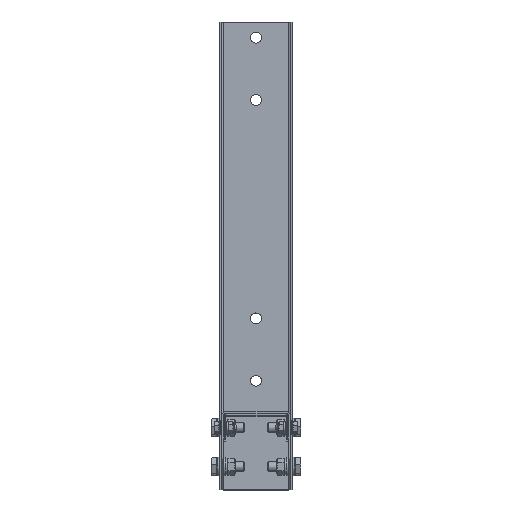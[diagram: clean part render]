
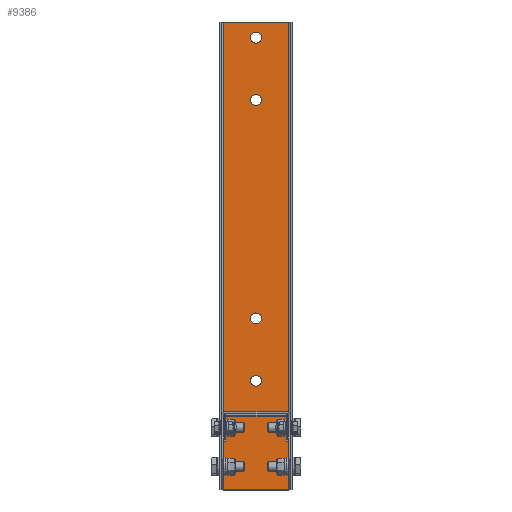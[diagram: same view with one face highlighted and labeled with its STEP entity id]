
A CAD part, top view. The second image highlights one B-rep face of the part: STEP entity #9386.
In plain terms, the highlighted planar face has unit normal (0, 0, 1).
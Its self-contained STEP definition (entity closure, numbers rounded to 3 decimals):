
#126 = DIRECTION ( 'NONE',  ( 0., 0., -1. ) ) ;
#131 = CARTESIAN_POINT ( 'NONE',  ( 7., 500., 2.5 ) ) ;
#241 = PLANE ( 'NONE',  #3265 ) ;
#382 = CIRCLE ( 'NONE', #3117, 7. ) ;
#456 = CARTESIAN_POINT ( 'NONE',  ( 0., 140., 2.5 ) ) ;
#720 = AXIS2_PLACEMENT_3D ( 'NONE', #2156, #5417, #4562 ) ;
#830 = CARTESIAN_POINT ( 'NONE',  ( 47., 600., 2.5 ) ) ;
#882 = ORIENTED_EDGE ( 'NONE', *, *, #7480, .F. ) ;
#1108 = VERTEX_POINT ( 'NONE', #2773 ) ;
#1368 = EDGE_LOOP ( 'NONE', ( #7379, #4164 ) ) ;
#1553 = AXIS2_PLACEMENT_3D ( 'NONE', #4204, #9890, #3397 ) ;
#1579 = VERTEX_POINT ( 'NONE', #6781 ) ;
#1691 = EDGE_CURVE ( 'NONE', #1579, #9376, #382, .T. ) ;
#1741 = CIRCLE ( 'NONE', #6010, 7. ) ;
#1811 = FACE_BOUND ( 'NONE', #5981, .T. ) ;
#1876 = VERTEX_POINT ( 'NONE', #9825 ) ;
#1900 = LINE ( 'NONE', #9298, #4591 ) ;
#1909 = CIRCLE ( 'NONE', #1553, 7. ) ;
#1913 = ORIENTED_EDGE ( 'NONE', *, *, #9399, .F. ) ;
#2156 = CARTESIAN_POINT ( 'NONE',  ( 0., 140., 2.5 ) ) ;
#2236 = CARTESIAN_POINT ( 'NONE',  ( 42., 600., 2.5 ) ) ;
#2492 = FACE_OUTER_BOUND ( 'NONE', #9133, .T. ) ;
#2495 = LINE ( 'NONE', #830, #9555 ) ;
#2496 = EDGE_LOOP ( 'NONE', ( #1913, #8393 ) ) ;
#2559 = AXIS2_PLACEMENT_3D ( 'NONE', #5786, #9870, #4991 ) ;
#2615 = DIRECTION ( 'NONE',  ( 1., 0., 0. ) ) ;
#2760 = AXIS2_PLACEMENT_3D ( 'NONE', #9031, #3505, #4154 ) ;
#2773 = CARTESIAN_POINT ( 'NONE',  ( -42., 0., 2.5 ) ) ;
#2961 = VERTEX_POINT ( 'NONE', #4053 ) ;
#3056 = CARTESIAN_POINT ( 'NONE',  ( -42., 600., 2.5 ) ) ;
#3066 = ORIENTED_EDGE ( 'NONE', *, *, #3897, .F. ) ;
#3117 = AXIS2_PLACEMENT_3D ( 'NONE', #7798, #6184, #10267 ) ;
#3222 = EDGE_CURVE ( 'NONE', #4242, #8569, #10421, .T. ) ;
#3265 = AXIS2_PLACEMENT_3D ( 'NONE', #6737, #126, #9200 ) ;
#3294 = FACE_BOUND ( 'NONE', #7807, .T. ) ;
#3397 = DIRECTION ( 'NONE',  ( 1., 0., 0. ) ) ;
#3505 = DIRECTION ( 'NONE',  ( 0., 0., 1. ) ) ;
#3631 = ORIENTED_EDGE ( 'NONE', *, *, #1691, .F. ) ;
#3817 = EDGE_CURVE ( 'NONE', #2961, #1108, #9397, .T. ) ;
#3897 = EDGE_CURVE ( 'NONE', #6418, #6605, #10096, .T. ) ;
#3914 = VECTOR ( 'NONE', #4726, 1000. ) ;
#3969 = CIRCLE ( 'NONE', #720, 7. ) ;
#4053 = CARTESIAN_POINT ( 'NONE',  ( -42., 600., 2.5 ) ) ;
#4154 = DIRECTION ( 'NONE',  ( 1., 0., 0. ) ) ;
#4164 = ORIENTED_EDGE ( 'NONE', *, *, #3222, .F. ) ;
#4204 = CARTESIAN_POINT ( 'NONE',  ( 0., 500., 2.5 ) ) ;
#4242 = VERTEX_POINT ( 'NONE', #5510 ) ;
#4279 = ORIENTED_EDGE ( 'NONE', *, *, #5810, .T. ) ;
#4562 = DIRECTION ( 'NONE',  ( 1., 0., 0. ) ) ;
#4591 = VECTOR ( 'NONE', #5963, 1000. ) ;
#4656 = CARTESIAN_POINT ( 'NONE',  ( 42., 600., 2.5 ) ) ;
#4726 = DIRECTION ( 'NONE',  ( 0., -1., 0. ) ) ;
#4991 = DIRECTION ( 'NONE',  ( 1., 0., 0. ) ) ;
#5359 = CARTESIAN_POINT ( 'NONE',  ( 7., 140., 2.5 ) ) ;
#5417 = DIRECTION ( 'NONE',  ( 0., 0., 1. ) ) ;
#5510 = CARTESIAN_POINT ( 'NONE',  ( -7., 140., 2.5 ) ) ;
#5756 = DIRECTION ( 'NONE',  ( 1., 0., 0. ) ) ;
#5786 = CARTESIAN_POINT ( 'NONE',  ( 0., 500., 2.5 ) ) ;
#5810 = EDGE_CURVE ( 'NONE', #1108, #9187, #1900, .T. ) ;
#5813 = FACE_BOUND ( 'NONE', #1368, .T. ) ;
#5879 = AXIS2_PLACEMENT_3D ( 'NONE', #6686, #6630, #2615 ) ;
#5963 = DIRECTION ( 'NONE',  ( 1., 0., 0. ) ) ;
#5981 = EDGE_LOOP ( 'NONE', ( #3631, #882 ) ) ;
#6010 = AXIS2_PLACEMENT_3D ( 'NONE', #8333, #6622, #5756 ) ;
#6143 = DIRECTION ( 'NONE',  ( 1., 0., 0. ) ) ;
#6184 = DIRECTION ( 'NONE',  ( 0., 0., 1. ) ) ;
#6355 = CARTESIAN_POINT ( 'NONE',  ( 42., 0., 2.5 ) ) ;
#6361 = VECTOR ( 'NONE', #7926, 1000. ) ;
#6400 = VERTEX_POINT ( 'NONE', #2236 ) ;
#6409 = EDGE_CURVE ( 'NONE', #2961, #6400, #2495, .T. ) ;
#6418 = VERTEX_POINT ( 'NONE', #7318 ) ;
#6472 = AXIS2_PLACEMENT_3D ( 'NONE', #456, #10341, #6143 ) ;
#6605 = VERTEX_POINT ( 'NONE', #131 ) ;
#6622 = DIRECTION ( 'NONE',  ( 0., 0., 1. ) ) ;
#6630 = DIRECTION ( 'NONE',  ( 0., 0., 1. ) ) ;
#6686 = CARTESIAN_POINT ( 'NONE',  ( 0., 220., 2.5 ) ) ;
#6705 = CARTESIAN_POINT ( 'NONE',  ( -7., 580., 2.5 ) ) ;
#6737 = CARTESIAN_POINT ( 'NONE',  ( 47., 600., 2.5 ) ) ;
#6762 = ORIENTED_EDGE ( 'NONE', *, *, #6409, .F. ) ;
#6781 = CARTESIAN_POINT ( 'NONE',  ( 7., 220., 2.5 ) ) ;
#6931 = VERTEX_POINT ( 'NONE', #6705 ) ;
#6953 = ORIENTED_EDGE ( 'NONE', *, *, #7316, .F. ) ;
#7316 = EDGE_CURVE ( 'NONE', #6400, #9187, #8120, .T. ) ;
#7318 = CARTESIAN_POINT ( 'NONE',  ( -7., 500., 2.5 ) ) ;
#7379 = ORIENTED_EDGE ( 'NONE', *, *, #8098, .F. ) ;
#7480 = EDGE_CURVE ( 'NONE', #9376, #1579, #9990, .T. ) ;
#7486 = CARTESIAN_POINT ( 'NONE',  ( -7., 220., 2.5 ) ) ;
#7727 = CIRCLE ( 'NONE', #2760, 7. ) ;
#7798 = CARTESIAN_POINT ( 'NONE',  ( 0., 220., 2.5 ) ) ;
#7807 = EDGE_LOOP ( 'NONE', ( #9604, #3066 ) ) ;
#7926 = DIRECTION ( 'NONE',  ( 0., -1., 0. ) ) ;
#8098 = EDGE_CURVE ( 'NONE', #8569, #4242, #3969, .T. ) ;
#8114 = DIRECTION ( 'NONE',  ( 1., 0., 0. ) ) ;
#8120 = LINE ( 'NONE', #4656, #6361 ) ;
#8333 = CARTESIAN_POINT ( 'NONE',  ( 0., 580., 2.5 ) ) ;
#8393 = ORIENTED_EDGE ( 'NONE', *, *, #9398, .F. ) ;
#8523 = ORIENTED_EDGE ( 'NONE', *, *, #3817, .T. ) ;
#8569 = VERTEX_POINT ( 'NONE', #5359 ) ;
#9031 = CARTESIAN_POINT ( 'NONE',  ( 0., 580., 2.5 ) ) ;
#9133 = EDGE_LOOP ( 'NONE', ( #4279, #6953, #6762, #8523 ) ) ;
#9187 = VERTEX_POINT ( 'NONE', #6355 ) ;
#9200 = DIRECTION ( 'NONE',  ( -1., 0., 0. ) ) ;
#9298 = CARTESIAN_POINT ( 'NONE',  ( 47., 0., 2.5 ) ) ;
#9348 = EDGE_CURVE ( 'NONE', #6605, #6418, #1909, .T. ) ;
#9376 = VERTEX_POINT ( 'NONE', #7486 ) ;
#9386 = ADVANCED_FACE ( 'NONE', ( #9839, #3294, #5813, #1811, #2492 ), #241, .F. ) ;
#9397 = LINE ( 'NONE', #3056, #3914 ) ;
#9398 = EDGE_CURVE ( 'NONE', #6931, #1876, #1741, .T. ) ;
#9399 = EDGE_CURVE ( 'NONE', #1876, #6931, #7727, .T. ) ;
#9555 = VECTOR ( 'NONE', #8114, 1000. ) ;
#9604 = ORIENTED_EDGE ( 'NONE', *, *, #9348, .F. ) ;
#9825 = CARTESIAN_POINT ( 'NONE',  ( 7., 580., 2.5 ) ) ;
#9839 = FACE_BOUND ( 'NONE', #2496, .T. ) ;
#9870 = DIRECTION ( 'NONE',  ( 0., 0., 1. ) ) ;
#9890 = DIRECTION ( 'NONE',  ( 0., 0., 1. ) ) ;
#9990 = CIRCLE ( 'NONE', #5879, 7. ) ;
#10096 = CIRCLE ( 'NONE', #2559, 7. ) ;
#10267 = DIRECTION ( 'NONE',  ( 1., 0., 0. ) ) ;
#10341 = DIRECTION ( 'NONE',  ( 0., 0., 1. ) ) ;
#10421 = CIRCLE ( 'NONE', #6472, 7. ) ;
